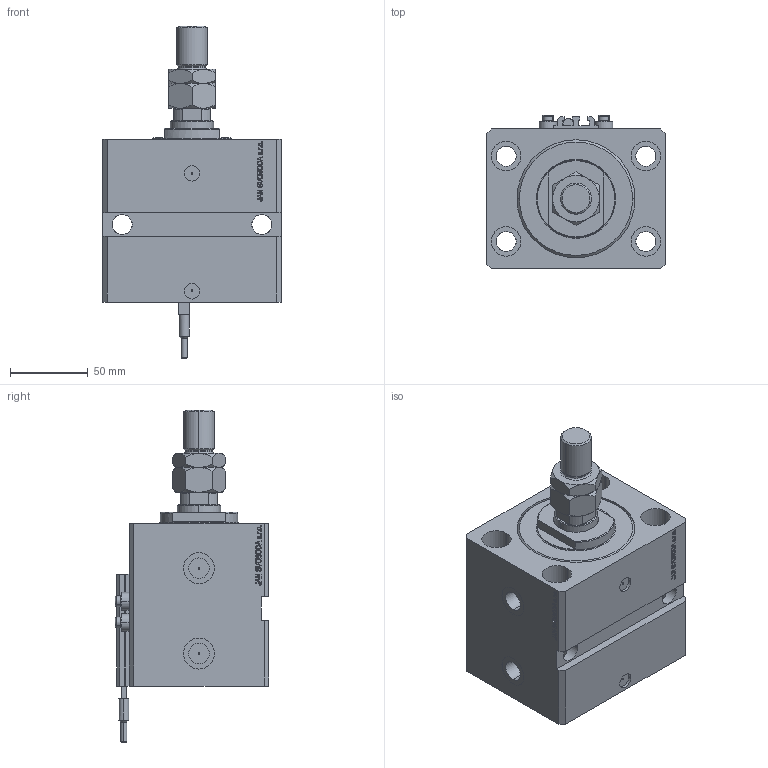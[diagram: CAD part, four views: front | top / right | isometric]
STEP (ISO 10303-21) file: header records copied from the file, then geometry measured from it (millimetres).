
FILE_DESCRIPTION (( 'STEP AP203' ), '1' );
FILE_NAME ('9977.STEP', '2021-03-16T17:15:05', ( '' ), ( '' ), 'SwSTEP 2.0', 'SolidWorks 2019', '' );
FILE_SCHEMA (( 'CONFIG_CONTROL_DESIGN' ));
Length unit declared in the file: millimetre
Products named in the file (7): ALLEN BOLT V250CE 97bc889134662927d855b1fa959d136d; MTA 97bc889134662927d855b1fa959d136d; V250CE_E 97bc889134662927d855b1fa959d136d; SWITCH_V250CE 97bc889134662927d855b1fa959d136d; V250CE_VC_E 97bc889134662927d855b1fa959d136d; 9977; V250CE_C_VCP 97bc889134662927d855b1fa959d136d
Assembly tree (9 placements, depth 2):
  9977
    V250CE_E 97bc889134662927d855b1fa959d136d
    ALLEN BOLT V250CE 97bc889134662927d855b1fa959d136d  x4
    V250CE_C_VCP 97bc889134662927d855b1fa959d136d
    V250CE_VC_E 97bc889134662927d855b1fa959d136d
    MTA 97bc889134662927d855b1fa959d136d
    SWITCH_V250CE 97bc889134662927d855b1fa959d136d
Bounding box: 115 x 99 x 213.9 mm (x, y, z)
Volume: 984220.5 mm3; surface area: 163723.6 mm2
Topology: 10 solids, 10 shells, 1182 faces, 2928 edges, 1887 vertices
Faces by surface type: plane 574, bspline 368, cylinder 136, cone 86, torus 18
Entity records: 51046 total; most frequent: CARTESIAN_POINT 26236, ORIENTED_EDGE 5546, DIRECTION 3725, EDGE_CURVE 2773, VERTEX_POINT 1803, LINE 1661, VECTOR 1661, EDGE_LOOP 1246
